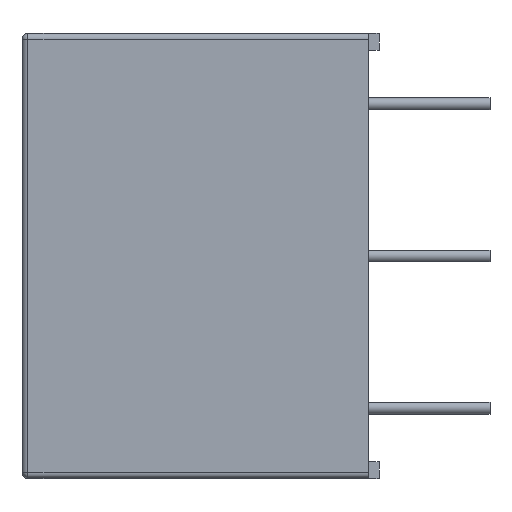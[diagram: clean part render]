
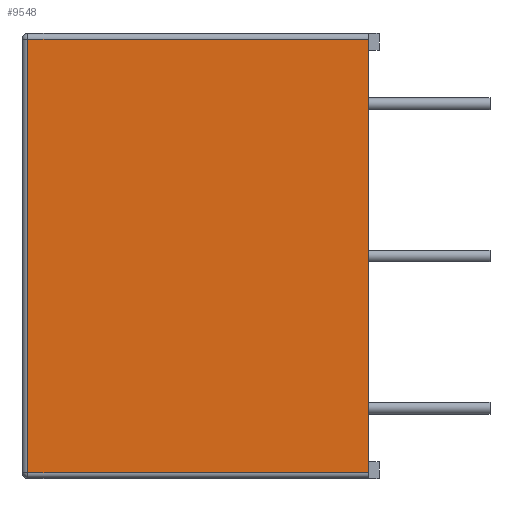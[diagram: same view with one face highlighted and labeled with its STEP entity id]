
A CAD part, left-side view. The second image highlights one B-rep face of the part: STEP entity #9548.
In plain terms, the highlighted planar face has unit normal (-1, 0, 0).
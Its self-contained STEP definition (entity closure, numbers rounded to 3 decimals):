
#9292=CARTESIAN_POINT('',(-16.85,17.05,-10.85));
#9293=VERTEX_POINT('',#9292);
#9334=CARTESIAN_POINT('',(-16.85,17.05,10.85));
#9335=VERTEX_POINT('',#9334);
#9359=CARTESIAN_POINT('',(-16.85,17.05,-10.85));
#9360=DIRECTION('',(0.0,0.0,1.0));
#9361=VECTOR('',#9360,21.7);
#9362=LINE('',#9359,#9361);
#9363=EDGE_CURVE('',#9293,#9335,#9362,.T.);
#9375=CARTESIAN_POINT('',(-16.85,0.,10.85));
#9376=VERTEX_POINT('',#9375);
#9393=CARTESIAN_POINT('',(-16.85,17.05,10.85));
#9394=DIRECTION('',(0.0,-1.0,0.0));
#9395=VECTOR('',#9394,17.05);
#9396=LINE('',#9393,#9395);
#9397=EDGE_CURVE('',#9335,#9376,#9396,.T.);
#9443=CARTESIAN_POINT('',(-16.85,0.,-10.85));
#9444=VERTEX_POINT('',#9443);
#9452=CARTESIAN_POINT('',(-16.85,0.0,-10.85));
#9453=DIRECTION('',(0.0,1.0,0.0));
#9454=VECTOR('',#9453,17.05);
#9455=LINE('',#9452,#9454);
#9456=EDGE_CURVE('',#9444,#9293,#9455,.T.);
#9532=CARTESIAN_POINT('',(-16.85,17.35,0.0));
#9533=DIRECTION('',(-1.0,0.0,0.0));
#9534=DIRECTION('',(0.0,-1.0,0.0));
#9535=AXIS2_PLACEMENT_3D('',#9532,#9533,#9534);
#9536=PLANE('',#9535);
#9537=ORIENTED_EDGE('',*,*,#9397,.F.);
#9538=ORIENTED_EDGE('',*,*,#9363,.F.);
#9539=ORIENTED_EDGE('',*,*,#9456,.F.);
#9540=CARTESIAN_POINT('',(-16.85,0.,10.85));
#9541=DIRECTION('',(0.0,0.0,-1.0));
#9542=VECTOR('',#9541,21.7);
#9543=LINE('',#9540,#9542);
#9544=EDGE_CURVE('',#9376,#9444,#9543,.T.);
#9545=ORIENTED_EDGE('',*,*,#9544,.F.);
#9546=EDGE_LOOP('',(#9537,#9538,#9539,#9545));
#9547=FACE_OUTER_BOUND('',#9546,.T.);
#9548=ADVANCED_FACE('',(#9547),#9536,.T.);
